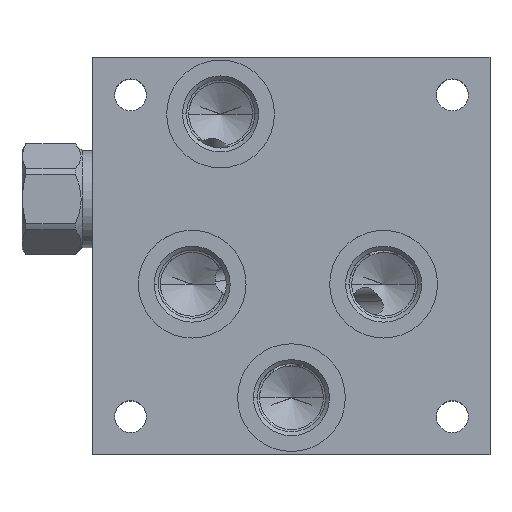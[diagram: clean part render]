
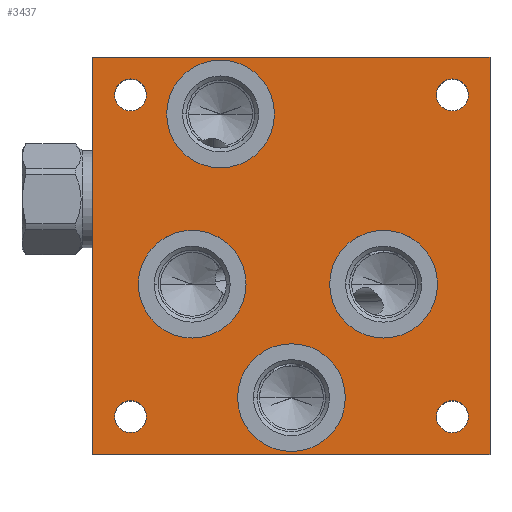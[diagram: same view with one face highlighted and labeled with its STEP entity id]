
A CAD part, top view. The second image highlights one B-rep face of the part: STEP entity #3437.
In plain terms, the highlighted planar face has unit normal (0, 0, 1).
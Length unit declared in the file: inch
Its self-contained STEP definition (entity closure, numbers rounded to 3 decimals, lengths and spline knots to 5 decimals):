
#455=DIRECTION('',(0.,-1.,0.));
#456=VECTOR('',#455,3.5);
#457=CARTESIAN_POINT('',(0.,0.,2.));
#458=LINE('',#457,#456);
#459=DIRECTION('',(-1.,0.,0.));
#460=VECTOR('',#459,3.5);
#461=CARTESIAN_POINT('',(3.5,0.,2.));
#462=LINE('',#461,#460);
#463=DIRECTION('',(0.,1.,0.));
#464=VECTOR('',#463,3.5);
#465=CARTESIAN_POINT('',(3.5,-3.5,2.));
#466=LINE('',#465,#464);
#467=DIRECTION('',(1.,0.,0.));
#468=VECTOR('',#467,3.5);
#469=CARTESIAN_POINT('',(0.,-3.5,2.));
#470=LINE('',#469,#468);
#471=CARTESIAN_POINT('',(0.332,-0.332,2.));
#472=DIRECTION('',(0.,0.,1.));
#473=DIRECTION('',(0.,1.,0.));
#474=AXIS2_PLACEMENT_3D('',#471,#472,#473);
#476=CARTESIAN_POINT('',(0.332,-0.332,2.));
#477=DIRECTION('',(0.,0.,1.));
#478=DIRECTION('',(0.,-1.,0.));
#479=AXIS2_PLACEMENT_3D('',#476,#477,#478);
#481=CARTESIAN_POINT('',(3.168,-0.332,2.));
#482=DIRECTION('',(0.,0.,1.));
#483=DIRECTION('',(0.,1.,0.));
#484=AXIS2_PLACEMENT_3D('',#481,#482,#483);
#486=CARTESIAN_POINT('',(3.168,-0.332,2.));
#487=DIRECTION('',(0.,0.,1.));
#488=DIRECTION('',(0.,-1.,0.));
#489=AXIS2_PLACEMENT_3D('',#486,#487,#488);
#491=CARTESIAN_POINT('',(3.168,-3.168,2.));
#492=DIRECTION('',(0.,0.,1.));
#493=DIRECTION('',(0.,1.,0.));
#494=AXIS2_PLACEMENT_3D('',#491,#492,#493);
#496=CARTESIAN_POINT('',(3.168,-3.168,2.));
#497=DIRECTION('',(0.,0.,1.));
#498=DIRECTION('',(0.,-1.,0.));
#499=AXIS2_PLACEMENT_3D('',#496,#497,#498);
#501=CARTESIAN_POINT('',(0.332,-3.168,2.));
#502=DIRECTION('',(0.,0.,1.));
#503=DIRECTION('',(0.,1.,0.));
#504=AXIS2_PLACEMENT_3D('',#501,#502,#503);
#506=CARTESIAN_POINT('',(0.332,-3.168,2.));
#507=DIRECTION('',(0.,0.,1.));
#508=DIRECTION('',(0.,-1.,0.));
#509=AXIS2_PLACEMENT_3D('',#506,#507,#508);
#511=CARTESIAN_POINT('',(1.125,-0.5,2.));
#512=DIRECTION('',(0.,0.,-1.));
#513=DIRECTION('',(-1.,0.,0.));
#514=AXIS2_PLACEMENT_3D('',#511,#512,#513);
#516=CARTESIAN_POINT('',(1.125,-0.5,2.));
#517=DIRECTION('',(0.,0.,-1.));
#518=DIRECTION('',(1.,0.,0.));
#519=AXIS2_PLACEMENT_3D('',#516,#517,#518);
#521=CARTESIAN_POINT('',(0.875,-2.,2.));
#522=DIRECTION('',(0.,0.,-1.));
#523=DIRECTION('',(-1.,0.,0.));
#524=AXIS2_PLACEMENT_3D('',#521,#522,#523);
#526=CARTESIAN_POINT('',(0.875,-2.,2.));
#527=DIRECTION('',(0.,0.,-1.));
#528=DIRECTION('',(1.,0.,0.));
#529=AXIS2_PLACEMENT_3D('',#526,#527,#528);
#531=CARTESIAN_POINT('',(2.562,-2.,2.));
#532=DIRECTION('',(0.,0.,-1.));
#533=DIRECTION('',(-1.,0.,0.));
#534=AXIS2_PLACEMENT_3D('',#531,#532,#533);
#536=CARTESIAN_POINT('',(2.562,-2.,2.));
#537=DIRECTION('',(0.,0.,-1.));
#538=DIRECTION('',(1.,0.,0.));
#539=AXIS2_PLACEMENT_3D('',#536,#537,#538);
#541=CARTESIAN_POINT('',(1.75,-3.,2.));
#542=DIRECTION('',(0.,0.,-1.));
#543=DIRECTION('',(-1.,0.,0.));
#544=AXIS2_PLACEMENT_3D('',#541,#542,#543);
#546=CARTESIAN_POINT('',(1.75,-3.,2.));
#547=DIRECTION('',(0.,0.,-1.));
#548=DIRECTION('',(1.,0.,0.));
#549=AXIS2_PLACEMENT_3D('',#546,#547,#548);
#2856=CARTESIAN_POINT('',(0.,0.,2.));
#2857=CARTESIAN_POINT('',(0.,-3.5,2.));
#2858=VERTEX_POINT('',#2856);
#2859=VERTEX_POINT('',#2857);
#2860=CARTESIAN_POINT('',(3.5,-3.5,2.));
#2861=VERTEX_POINT('',#2860);
#2862=CARTESIAN_POINT('',(3.5,0.,2.));
#2863=VERTEX_POINT('',#2862);
#2868=CARTESIAN_POINT('',(0.332,-0.1915,2.));
#2869=CARTESIAN_POINT('',(0.332,-0.4725,2.));
#2870=VERTEX_POINT('',#2868);
#2871=VERTEX_POINT('',#2869);
#2876=CARTESIAN_POINT('',(3.168,-0.1915,2.));
#2877=CARTESIAN_POINT('',(3.168,-0.4725,2.));
#2878=VERTEX_POINT('',#2876);
#2879=VERTEX_POINT('',#2877);
#2884=CARTESIAN_POINT('',(3.168,-3.0275,2.));
#2885=CARTESIAN_POINT('',(3.168,-3.3085,2.));
#2886=VERTEX_POINT('',#2884);
#2887=VERTEX_POINT('',#2885);
#2892=CARTESIAN_POINT('',(0.332,-3.0275,2.));
#2893=CARTESIAN_POINT('',(0.332,-3.3085,2.));
#2894=VERTEX_POINT('',#2892);
#2895=VERTEX_POINT('',#2893);
#3110=CARTESIAN_POINT('',(0.65,-0.5,2.));
#3111=CARTESIAN_POINT('',(1.6,-0.5,2.));
#3112=VERTEX_POINT('',#3110);
#3113=VERTEX_POINT('',#3111);
#3134=CARTESIAN_POINT('',(0.4,-2.,2.));
#3135=CARTESIAN_POINT('',(1.35,-2.,2.));
#3136=VERTEX_POINT('',#3134);
#3137=VERTEX_POINT('',#3135);
#3168=CARTESIAN_POINT('',(2.087,-2.,2.));
#3169=CARTESIAN_POINT('',(3.037,-2.,2.));
#3170=VERTEX_POINT('',#3168);
#3171=VERTEX_POINT('',#3169);
#3202=CARTESIAN_POINT('',(1.275,-3.,2.));
#3203=CARTESIAN_POINT('',(2.225,-3.,2.));
#3204=VERTEX_POINT('',#3202);
#3205=VERTEX_POINT('',#3203);
#3376=CARTESIAN_POINT('',(0.,0.,2.));
#3377=DIRECTION('',(0.,0.,1.));
#3378=DIRECTION('',(1.,0.,0.));
#3379=AXIS2_PLACEMENT_3D('',#3376,#3377,#3378);
#3380=PLANE('',#3379);
#3382=ORIENTED_EDGE('',*,*,#3381,.F.);
#3384=ORIENTED_EDGE('',*,*,#3383,.F.);
#3386=ORIENTED_EDGE('',*,*,#3385,.F.);
#3388=ORIENTED_EDGE('',*,*,#3387,.F.);
#3389=EDGE_LOOP('',(#3382,#3384,#3386,#3388));
#3390=FACE_OUTER_BOUND('',#3389,.F.);
#3391=ORIENTED_EDGE('',*,*,#3356,.T.);
#3392=ORIENTED_EDGE('',*,*,#3370,.T.);
#3393=EDGE_LOOP('',(#3391,#3392));
#3394=FACE_BOUND('',#3393,.F.);
#3396=ORIENTED_EDGE('',*,*,#3395,.T.);
#3398=ORIENTED_EDGE('',*,*,#3397,.T.);
#3399=EDGE_LOOP('',(#3396,#3398));
#3400=FACE_BOUND('',#3399,.F.);
#3402=ORIENTED_EDGE('',*,*,#3401,.T.);
#3404=ORIENTED_EDGE('',*,*,#3403,.T.);
#3405=EDGE_LOOP('',(#3402,#3404));
#3406=FACE_BOUND('',#3405,.F.);
#3408=ORIENTED_EDGE('',*,*,#3407,.T.);
#3410=ORIENTED_EDGE('',*,*,#3409,.T.);
#3411=EDGE_LOOP('',(#3408,#3410));
#3412=FACE_BOUND('',#3411,.F.);
#3414=ORIENTED_EDGE('',*,*,#3413,.F.);
#3416=ORIENTED_EDGE('',*,*,#3415,.F.);
#3417=EDGE_LOOP('',(#3414,#3416));
#3418=FACE_BOUND('',#3417,.F.);
#3420=ORIENTED_EDGE('',*,*,#3419,.F.);
#3422=ORIENTED_EDGE('',*,*,#3421,.F.);
#3423=EDGE_LOOP('',(#3420,#3422));
#3424=FACE_BOUND('',#3423,.F.);
#3426=ORIENTED_EDGE('',*,*,#3425,.F.);
#3428=ORIENTED_EDGE('',*,*,#3427,.F.);
#3429=EDGE_LOOP('',(#3426,#3428));
#3430=FACE_BOUND('',#3429,.F.);
#3432=ORIENTED_EDGE('',*,*,#3431,.F.);
#3434=ORIENTED_EDGE('',*,*,#3433,.F.);
#3435=EDGE_LOOP('',(#3432,#3434));
#3436=FACE_BOUND('',#3435,.F.);
#3437=ADVANCED_FACE('',(#3390,#3394,#3400,#3406,#3412,#3418,#3424,#3430,#3436),
#3380,.T.);
#475=CIRCLE('',#474,0.1405);
#480=CIRCLE('',#479,0.1405);
#485=CIRCLE('',#484,0.1405);
#490=CIRCLE('',#489,0.1405);
#495=CIRCLE('',#494,0.1405);
#500=CIRCLE('',#499,0.1405);
#505=CIRCLE('',#504,0.1405);
#510=CIRCLE('',#509,0.1405);
#515=CIRCLE('',#514,0.475);
#520=CIRCLE('',#519,0.475);
#525=CIRCLE('',#524,0.475);
#530=CIRCLE('',#529,0.475);
#535=CIRCLE('',#534,0.475);
#540=CIRCLE('',#539,0.475);
#545=CIRCLE('',#544,0.475);
#550=CIRCLE('',#549,0.475);
#3356=EDGE_CURVE('',#2870,#2871,#475,.T.);
#3370=EDGE_CURVE('',#2871,#2870,#480,.T.);
#3381=EDGE_CURVE('',#2858,#2859,#458,.T.);
#3383=EDGE_CURVE('',#2863,#2858,#462,.T.);
#3385=EDGE_CURVE('',#2861,#2863,#466,.T.);
#3387=EDGE_CURVE('',#2859,#2861,#470,.T.);
#3395=EDGE_CURVE('',#2878,#2879,#485,.T.);
#3397=EDGE_CURVE('',#2879,#2878,#490,.T.);
#3401=EDGE_CURVE('',#2886,#2887,#495,.T.);
#3403=EDGE_CURVE('',#2887,#2886,#500,.T.);
#3407=EDGE_CURVE('',#2894,#2895,#505,.T.);
#3409=EDGE_CURVE('',#2895,#2894,#510,.T.);
#3413=EDGE_CURVE('',#3112,#3113,#515,.T.);
#3415=EDGE_CURVE('',#3113,#3112,#520,.T.);
#3419=EDGE_CURVE('',#3136,#3137,#525,.T.);
#3421=EDGE_CURVE('',#3137,#3136,#530,.T.);
#3425=EDGE_CURVE('',#3170,#3171,#535,.T.);
#3427=EDGE_CURVE('',#3171,#3170,#540,.T.);
#3431=EDGE_CURVE('',#3204,#3205,#545,.T.);
#3433=EDGE_CURVE('',#3205,#3204,#550,.T.);
